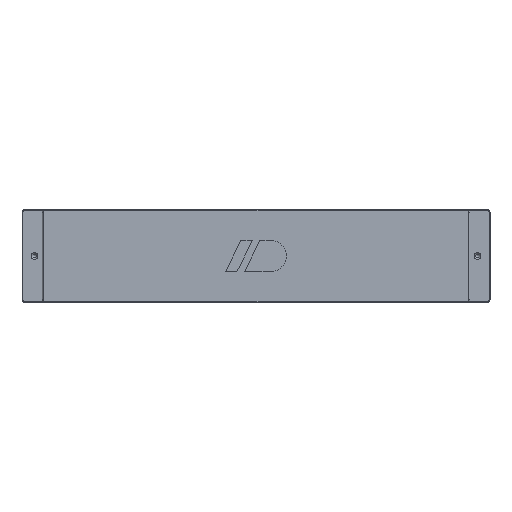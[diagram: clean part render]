
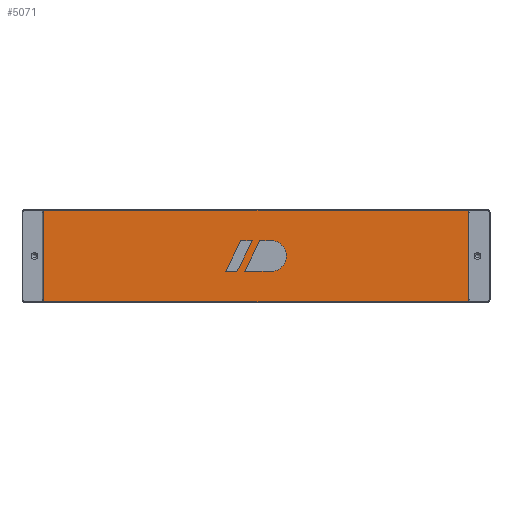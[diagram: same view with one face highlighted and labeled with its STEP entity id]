
A CAD part, top view. The second image highlights one B-rep face of the part: STEP entity #5071.
In plain terms, the highlighted planar face has unit normal (0, 0, 1).
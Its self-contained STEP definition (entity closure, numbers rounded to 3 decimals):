
#214=CIRCLE('',#5377,1.05);
#218=CIRCLE('',#5383,1.05);
#222=CIRCLE('',#5389,1.05);
#224=CIRCLE('',#5393,1.05);
#336=FACE_BOUND('',#855,.T.);
#337=FACE_BOUND('',#856,.T.);
#393=PLANE('',#5401);
#562=FACE_OUTER_BOUND('',#854,.T.);
#854=EDGE_LOOP('',(#4106,#4107,#4108,#4109,#4110,#4111,#4112,#4113));
#855=EDGE_LOOP('',(#4114,#4115,#4116,#4117));
#856=EDGE_LOOP('',(#4118,#4119,#4120,#4121,#4122,#4123));
#1214=LINE('',#8460,#1636);
#1218=LINE('',#8468,#1640);
#1221=LINE('',#8474,#1643);
#1224=LINE('',#8479,#1646);
#1229=LINE('',#8525,#1651);
#1232=LINE('',#8531,#1654);
#1235=LINE('',#8537,#1657);
#1238=LINE('',#8542,#1660);
#1244=LINE('',#8570,#1666);
#1247=LINE('',#8585,#1669);
#1249=LINE('',#8597,#1671);
#1251=LINE('',#8609,#1673);
#1636=VECTOR('',#6049,10.);
#1640=VECTOR('',#6055,10.);
#1643=VECTOR('',#6060,10.);
#1646=VECTOR('',#6065,10.);
#1651=VECTOR('',#6074,10.);
#1654=VECTOR('',#6079,10.);
#1657=VECTOR('',#6084,10.);
#1660=VECTOR('',#6089,10.);
#1666=VECTOR('',#6121,10.);
#1669=VECTOR('',#6138,10.);
#1671=VECTOR('',#6152,10.);
#1673=VECTOR('',#6166,10.);
#1992=(
BOUNDED_CURVE()
B_SPLINE_CURVE(3,(#8492,#8493,#8494,#8495),.UNSPECIFIED.,.F.,.F.)
B_SPLINE_CURVE_WITH_KNOTS((4,4),(0.,1.),.UNSPECIFIED.)
CURVE()
GEOMETRIC_REPRESENTATION_ITEM()
RATIONAL_B_SPLINE_CURVE((1.,1.,1.,1.))
REPRESENTATION_ITEM('')
);
#1994=(
BOUNDED_CURVE()
B_SPLINE_CURVE(3,(#8513,#8514,#8515,#8516),.UNSPECIFIED.,.F.,.F.)
B_SPLINE_CURVE_WITH_KNOTS((4,4),(0.,1.),.UNSPECIFIED.)
CURVE()
GEOMETRIC_REPRESENTATION_ITEM()
RATIONAL_B_SPLINE_CURVE((1.,1.,1.,1.))
REPRESENTATION_ITEM('')
);
#2328=VERTEX_POINT('',#8458);
#2329=VERTEX_POINT('',#8459);
#2332=VERTEX_POINT('',#8467);
#2334=VERTEX_POINT('',#8473);
#2336=VERTEX_POINT('',#8490);
#2337=VERTEX_POINT('',#8491);
#2340=VERTEX_POINT('',#8512);
#2342=VERTEX_POINT('',#8524);
#2344=VERTEX_POINT('',#8530);
#2346=VERTEX_POINT('',#8536);
#2355=VERTEX_POINT('',#8567);
#2356=VERTEX_POINT('',#8569);
#2358=VERTEX_POINT('',#8575);
#2360=VERTEX_POINT('',#8581);
#2362=VERTEX_POINT('',#8587);
#2364=VERTEX_POINT('',#8593);
#2366=VERTEX_POINT('',#8599);
#2368=VERTEX_POINT('',#8605);
#2934=EDGE_CURVE('',#2328,#2329,#1214,.T.);
#2938=EDGE_CURVE('',#2332,#2328,#1218,.T.);
#2941=EDGE_CURVE('',#2334,#2332,#1221,.T.);
#2944=EDGE_CURVE('',#2329,#2334,#1224,.T.);
#2946=EDGE_CURVE('',#2336,#2337,#1992,.T.);
#2950=EDGE_CURVE('',#2340,#2336,#1994,.T.);
#2953=EDGE_CURVE('',#2342,#2340,#1229,.T.);
#2956=EDGE_CURVE('',#2344,#2342,#1232,.T.);
#2959=EDGE_CURVE('',#2346,#2344,#1235,.T.);
#2962=EDGE_CURVE('',#2337,#2346,#1238,.T.);
#2975=EDGE_CURVE('',#2355,#2356,#1244,.T.);
#2980=EDGE_CURVE('',#2356,#2358,#214,.T.);
#2983=EDGE_CURVE('',#2358,#2360,#1247,.T.);
#2986=EDGE_CURVE('',#2360,#2362,#218,.T.);
#2989=EDGE_CURVE('',#2362,#2364,#1249,.T.);
#2992=EDGE_CURVE('',#2364,#2366,#222,.T.);
#2995=EDGE_CURVE('',#2366,#2368,#1251,.T.);
#2996=EDGE_CURVE('',#2368,#2355,#224,.T.);
#4106=ORIENTED_EDGE('',*,*,#2975,.F.);
#4107=ORIENTED_EDGE('',*,*,#2996,.F.);
#4108=ORIENTED_EDGE('',*,*,#2995,.F.);
#4109=ORIENTED_EDGE('',*,*,#2992,.F.);
#4110=ORIENTED_EDGE('',*,*,#2989,.F.);
#4111=ORIENTED_EDGE('',*,*,#2986,.F.);
#4112=ORIENTED_EDGE('',*,*,#2983,.F.);
#4113=ORIENTED_EDGE('',*,*,#2980,.F.);
#4114=ORIENTED_EDGE('',*,*,#2934,.T.);
#4115=ORIENTED_EDGE('',*,*,#2944,.T.);
#4116=ORIENTED_EDGE('',*,*,#2941,.T.);
#4117=ORIENTED_EDGE('',*,*,#2938,.T.);
#4118=ORIENTED_EDGE('',*,*,#2946,.T.);
#4119=ORIENTED_EDGE('',*,*,#2962,.T.);
#4120=ORIENTED_EDGE('',*,*,#2959,.T.);
#4121=ORIENTED_EDGE('',*,*,#2956,.T.);
#4122=ORIENTED_EDGE('',*,*,#2953,.T.);
#4123=ORIENTED_EDGE('',*,*,#2950,.T.);
#5071=ADVANCED_FACE('',(#562,#336,#337),#393,.T.);
#5377=AXIS2_PLACEMENT_3D('',#8579,#6131,#6132);
#5383=AXIS2_PLACEMENT_3D('',#8591,#6145,#6146);
#5389=AXIS2_PLACEMENT_3D('',#8603,#6159,#6160);
#5393=AXIS2_PLACEMENT_3D('',#8611,#6169,#6170);
#5401=AXIS2_PLACEMENT_3D('',#8657,#6196,#6197);
#6049=DIRECTION('',(1.,0.,0.));
#6055=DIRECTION('',(0.447,0.894,0.));
#6060=DIRECTION('',(-1.,0.,0.));
#6065=DIRECTION('',(-0.447,-0.894,0.));
#6074=DIRECTION('',(1.,-0.002,0.));
#6079=DIRECTION('',(1.,0.,0.));
#6084=DIRECTION('',(0.447,0.894,0.));
#6089=DIRECTION('',(-1.,0.,0.));
#6121=DIRECTION('',(0.,-1.,0.));
#6131=DIRECTION('center_axis',(0.,0.,-1.));
#6132=DIRECTION('ref_axis',(0.707,-0.707,0.));
#6138=DIRECTION('',(-1.,0.,0.));
#6145=DIRECTION('center_axis',(0.,0.,-1.));
#6146=DIRECTION('ref_axis',(-0.707,-0.707,0.));
#6152=DIRECTION('',(0.,1.,0.));
#6159=DIRECTION('center_axis',(0.,0.,-1.));
#6160=DIRECTION('ref_axis',(-0.707,0.707,0.));
#6166=DIRECTION('',(1.,0.,0.));
#6169=DIRECTION('center_axis',(0.,0.,-1.));
#6170=DIRECTION('ref_axis',(0.707,0.707,0.));
#6196=DIRECTION('center_axis',(0.,0.,1.));
#6197=DIRECTION('ref_axis',(-1.,0.,0.));
#8458=CARTESIAN_POINT('',(138.444,62.286,-9.5));
#8459=CARTESIAN_POINT('',(145.588,62.286,-9.5));
#8460=CARTESIAN_POINT('',(143.207,62.286,-9.5));
#8467=CARTESIAN_POINT('',(128.919,43.236,-9.5));
#8468=CARTESIAN_POINT('',(132.729,50.856,-9.5));
#8473=CARTESIAN_POINT('',(136.063,43.236,-9.5));
#8474=CARTESIAN_POINT('',(142.016,43.236,-9.5));
#8479=CARTESIAN_POINT('',(143.921,58.953,-9.5));
#8490=CARTESIAN_POINT('',(167.019,52.761,-9.5));
#8491=CARTESIAN_POINT('',(157.494,43.236,-9.5));
#8492=CARTESIAN_POINT('Ctrl Pts',(167.019,52.761,-9.5));
#8493=CARTESIAN_POINT('Ctrl Pts',(167.019,47.504,-9.5));
#8494=CARTESIAN_POINT('Ctrl Pts',(162.751,43.236,-9.5));
#8495=CARTESIAN_POINT('Ctrl Pts',(157.494,43.236,-9.5));
#8512=CARTESIAN_POINT('',(157.525,62.286,-9.5));
#8513=CARTESIAN_POINT('Ctrl Pts',(157.525,62.286,-9.5));
#8514=CARTESIAN_POINT('Ctrl Pts',(162.768,62.269,-9.5));
#8515=CARTESIAN_POINT('Ctrl Pts',(167.019,58.008,-9.5));
#8516=CARTESIAN_POINT('Ctrl Pts',(167.019,52.761,-9.5));
#8524=CARTESIAN_POINT('',(157.494,62.286,-9.5));
#8525=CARTESIAN_POINT('',(152.74,62.294,-9.5));
#8530=CARTESIAN_POINT('',(150.35,62.286,-9.5));
#8531=CARTESIAN_POINT('',(149.16,62.286,-9.5));
#8536=CARTESIAN_POINT('',(140.825,43.236,-9.5));
#8537=CARTESIAN_POINT('',(143.445,48.475,-9.5));
#8542=CARTESIAN_POINT('',(152.732,43.236,-9.5));
#8567=CARTESIAN_POINT('',(281.194,80.261,-9.5));
#8569=CARTESIAN_POINT('',(281.194,25.261,-9.5));
#8570=CARTESIAN_POINT('',(281.194,76.811,-9.5));
#8575=CARTESIAN_POINT('',(280.144,24.211,-9.5));
#8579=CARTESIAN_POINT('Origin',(280.144,25.261,-9.5));
#8581=CARTESIAN_POINT('',(15.794,24.211,-9.5));
#8585=CARTESIAN_POINT('',(221.233,24.211,-9.5));
#8587=CARTESIAN_POINT('',(14.744,25.261,-9.5));
#8591=CARTESIAN_POINT('Origin',(15.794,25.261,-9.5));
#8593=CARTESIAN_POINT('',(14.744,80.261,-9.5));
#8597=CARTESIAN_POINT('',(14.744,76.811,-9.5));
#8599=CARTESIAN_POINT('',(15.794,81.311,-9.5));
#8603=CARTESIAN_POINT('Origin',(15.794,80.261,-9.5));
#8605=CARTESIAN_POINT('',(280.144,81.311,-9.5));
#8609=CARTESIAN_POINT('',(196.332,81.311,-9.5));
#8611=CARTESIAN_POINT('Origin',(280.144,80.261,-9.5));
#8657=CARTESIAN_POINT('Origin',(147.97,52.761,-9.5));
